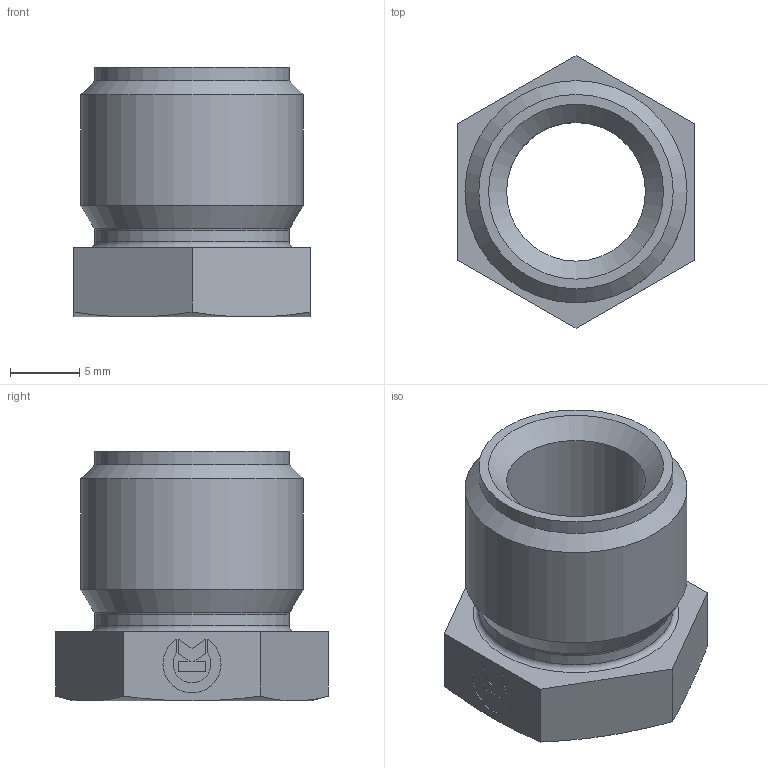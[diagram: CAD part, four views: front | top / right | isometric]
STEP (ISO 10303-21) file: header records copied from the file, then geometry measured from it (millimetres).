
FILE_DESCRIPTION((''),'2;1');
FILE_NAME('64110.stp','2014-10-29T08:31:23',(''),('KNOMI spol. s r. o.'),'Autodesk Inventor 2012','Autodesk Inventor 2012','');
FILE_SCHEMA(('AUTOMOTIVE_DESIGN { 1 2 10303 214 0 1 1 1 }'));
Length unit declared in the file: millimetre
Products named in the file (1): Šroub Js-08 M16   mazací trubky
Bounding box: 17 x 19.63 x 18 mm (x, y, z)
Volume: 2216.3 mm3; surface area: 1811.2 mm2
Topology: 1 solids, 1 shells, 59 faces, 145 edges, 93 vertices
Faces by surface type: plane 39, cone 9, cylinder 8, torus 3
Full cylindrical faces by diameter (mm): 10 x1, 14 x2, 16 x1
Entity records: 1658 total; most frequent: CARTESIAN_POINT 306, DIRECTION 266, ORIENTED_EDGE 264, EDGE_CURVE 132, VECTOR 94, LINE 94, VERTEX_POINT 90, AXIS2_PLACEMENT_3D 86
